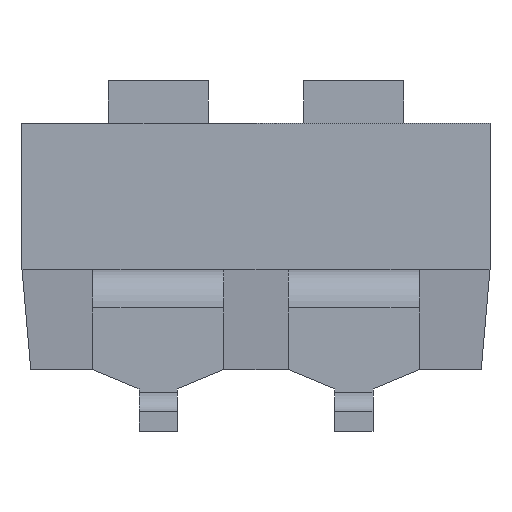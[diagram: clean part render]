
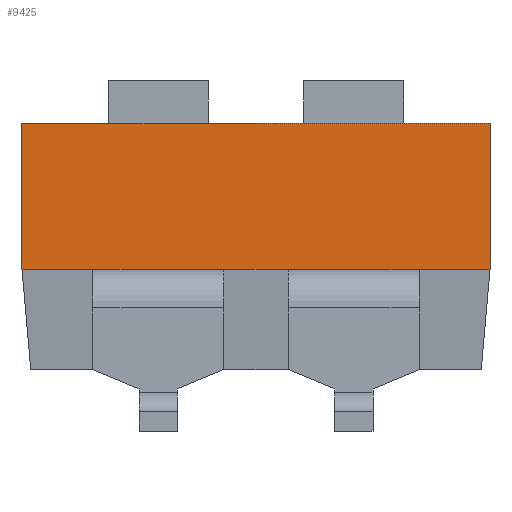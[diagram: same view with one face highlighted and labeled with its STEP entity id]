
A CAD part, front view. The second image highlights one B-rep face of the part: STEP entity #9425.
In plain terms, the highlighted planar face has unit normal (0, -1, 0).
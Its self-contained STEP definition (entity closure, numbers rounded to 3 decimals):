
#9 = DIRECTION ( 'NONE',  ( 0., 0., 1. ) ) ;
#355 = ORIENTED_EDGE ( 'NONE', *, *, #18604, .F. ) ;
#1139 = CARTESIAN_POINT ( 'NONE',  ( 2.12, -3.1, 0. ) ) ;
#1260 = DIRECTION ( 'NONE',  ( 0., 1., 0. ) ) ;
#1767 = DIRECTION ( 'NONE',  ( 1., 0., 0. ) ) ;
#2443 = DIRECTION ( 'NONE',  ( 1., 0., 0. ) ) ;
#2608 = DIRECTION ( 'NONE',  ( 0., 0., -1. ) ) ;
#2621 = CARTESIAN_POINT ( 'NONE',  ( 3.04, -3.1, 0. ) ) ;
#3115 = VERTEX_POINT ( 'NONE', #6110 ) ;
#3558 = DIRECTION ( 'NONE',  ( 1., 0., 0. ) ) ;
#4392 = EDGE_LOOP ( 'NONE', ( #16732, #15363, #12749, #14491, #8219, #355, #14390, #12738 ) ) ;
#4595 = CARTESIAN_POINT ( 'NONE',  ( -3.04, -3.1, 0. ) ) ;
#4995 = CARTESIAN_POINT ( 'NONE',  ( 0.42, -3.1, 0. ) ) ;
#5227 = VERTEX_POINT ( 'NONE', #4995 ) ;
#5236 = CARTESIAN_POINT ( 'NONE',  ( -3.04, -3.1, 1.9 ) ) ;
#5839 = DIRECTION ( 'NONE',  ( 1., 0., 0. ) ) ;
#6110 = CARTESIAN_POINT ( 'NONE',  ( 3.04, -3.1, 1.9 ) ) ;
#6679 = EDGE_CURVE ( 'NONE', #10248, #17435, #7602, .T. ) ;
#7002 = LINE ( 'NONE', #11504, #9025 ) ;
#7260 = LINE ( 'NONE', #13104, #9175 ) ;
#7602 = LINE ( 'NONE', #9251, #15694 ) ;
#7704 = LINE ( 'NONE', #9263, #12463 ) ;
#8006 = CARTESIAN_POINT ( 'NONE',  ( -3.04, -3.1, 0. ) ) ;
#8219 = ORIENTED_EDGE ( 'NONE', *, *, #11683, .T. ) ;
#8271 = VERTEX_POINT ( 'NONE', #1139 ) ;
#8879 = VERTEX_POINT ( 'NONE', #5236 ) ;
#9025 = VECTOR ( 'NONE', #12731, 1000. ) ;
#9175 = VECTOR ( 'NONE', #5839, 1000. ) ;
#9188 = EDGE_CURVE ( 'NONE', #8879, #11633, #7002, .T. ) ;
#9251 = CARTESIAN_POINT ( 'NONE',  ( -3.04, -3.1, 0. ) ) ;
#9263 = CARTESIAN_POINT ( 'NONE',  ( -3.04, -3.1, 0. ) ) ;
#9425 = ADVANCED_FACE ( 'NONE', ( #13129 ), #11235, .F. ) ;
#9976 = AXIS2_PLACEMENT_3D ( 'NONE', #14443, #1260, #9 ) ;
#10216 = LINE ( 'NONE', #11804, #14733 ) ;
#10248 = VERTEX_POINT ( 'NONE', #15215 ) ;
#10510 = DIRECTION ( 'NONE',  ( 1., 0., 0. ) ) ;
#11173 = LINE ( 'NONE', #8006, #16443 ) ;
#11235 = PLANE ( 'NONE',  #9976 ) ;
#11504 = CARTESIAN_POINT ( 'NONE',  ( -3.04, -3.1, 1.9 ) ) ;
#11633 = VERTEX_POINT ( 'NONE', #4595 ) ;
#11683 = EDGE_CURVE ( 'NONE', #8271, #11717, #11917, .T. ) ;
#11717 = VERTEX_POINT ( 'NONE', #2621 ) ;
#11804 = CARTESIAN_POINT ( 'NONE',  ( -3.04, -3.1, 1.9 ) ) ;
#11917 = LINE ( 'NONE', #17746, #12171 ) ;
#12171 = VECTOR ( 'NONE', #10510, 1000. ) ;
#12318 = EDGE_CURVE ( 'NONE', #11633, #10248, #7260, .T. ) ;
#12463 = VECTOR ( 'NONE', #1767, 1000. ) ;
#12731 = DIRECTION ( 'NONE',  ( 0., 0., -1. ) ) ;
#12738 = ORIENTED_EDGE ( 'NONE', *, *, #9188, .T. ) ;
#12749 = ORIENTED_EDGE ( 'NONE', *, *, #17347, .T. ) ;
#13104 = CARTESIAN_POINT ( 'NONE',  ( -3.04, -3.1, 0. ) ) ;
#13129 = FACE_OUTER_BOUND ( 'NONE', #4392, .T. ) ;
#13474 = VECTOR ( 'NONE', #2608, 1000. ) ;
#13581 = EDGE_CURVE ( 'NONE', #8879, #3115, #10216, .T. ) ;
#13624 = CARTESIAN_POINT ( 'NONE',  ( -0.42, -3.1, 0. ) ) ;
#14390 = ORIENTED_EDGE ( 'NONE', *, *, #13581, .F. ) ;
#14443 = CARTESIAN_POINT ( 'NONE',  ( -3.04, -3.1, 1.9 ) ) ;
#14491 = ORIENTED_EDGE ( 'NONE', *, *, #17473, .T. ) ;
#14733 = VECTOR ( 'NONE', #17639, 1000. ) ;
#15215 = CARTESIAN_POINT ( 'NONE',  ( -2.12, -3.1, 0. ) ) ;
#15363 = ORIENTED_EDGE ( 'NONE', *, *, #6679, .T. ) ;
#15694 = VECTOR ( 'NONE', #3558, 1000. ) ;
#15741 = CARTESIAN_POINT ( 'NONE',  ( 3.04, -3.1, 1.9 ) ) ;
#16012 = LINE ( 'NONE', #15741, #13474 ) ;
#16443 = VECTOR ( 'NONE', #2443, 1000. ) ;
#16732 = ORIENTED_EDGE ( 'NONE', *, *, #12318, .T. ) ;
#17347 = EDGE_CURVE ( 'NONE', #17435, #5227, #7704, .T. ) ;
#17435 = VERTEX_POINT ( 'NONE', #13624 ) ;
#17473 = EDGE_CURVE ( 'NONE', #5227, #8271, #11173, .T. ) ;
#17639 = DIRECTION ( 'NONE',  ( 1., 0., 0. ) ) ;
#17746 = CARTESIAN_POINT ( 'NONE',  ( -3.04, -3.1, 0. ) ) ;
#18604 = EDGE_CURVE ( 'NONE', #3115, #11717, #16012, .T. ) ;
